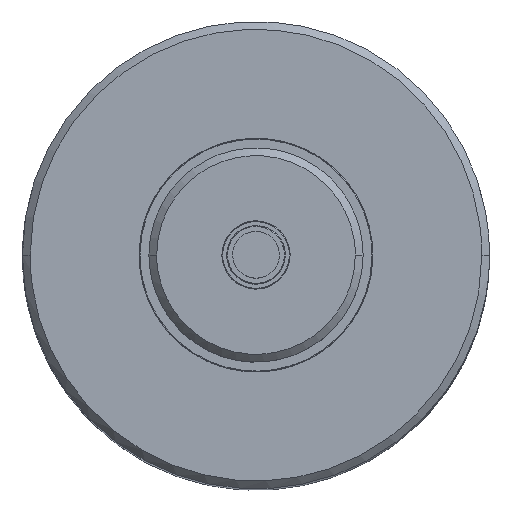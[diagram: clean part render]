
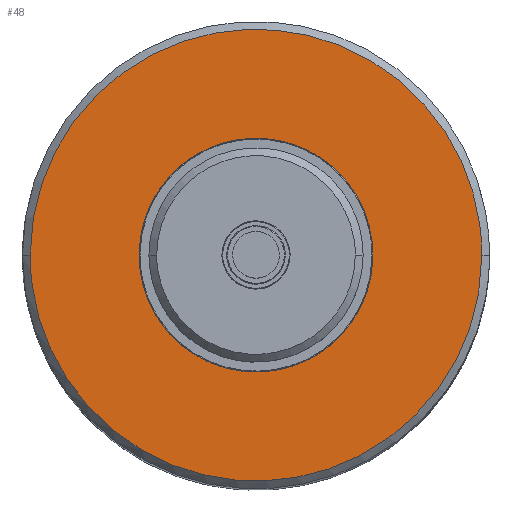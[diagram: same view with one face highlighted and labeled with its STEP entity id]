
A CAD part, top view. The second image highlights one B-rep face of the part: STEP entity #48.
In plain terms, the highlighted free-form (B-spline) face has degree [1, 1] with [2, 2] control points.
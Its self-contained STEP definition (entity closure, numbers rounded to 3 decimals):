
#17=FACE_BOUND('',#294,.T.);
#48=ADVANCED_FACE('',(#170,#17),#1636,.T.);
#170=FACE_OUTER_BOUND('',#293,.T.);
#293=EDGE_LOOP('',(#504,#505));
#294=EDGE_LOOP('',(#506,#507));
#504=ORIENTED_EDGE('',*,*,#1091,.F.);
#505=ORIENTED_EDGE('',*,*,#1087,.F.);
#506=ORIENTED_EDGE('',*,*,#1093,.T.);
#507=ORIENTED_EDGE('',*,*,#1092,.T.);
#1087=EDGE_CURVE('',#1390,#1391,#1713,.T.);
#1091=EDGE_CURVE('',#1391,#1390,#1717,.T.);
#1092=EDGE_CURVE('',#1392,#1393,#1718,.T.);
#1093=EDGE_CURVE('',#1393,#1392,#1719,.T.);
#1390=VERTEX_POINT('',#2909);
#1391=VERTEX_POINT('',#2910);
#1392=VERTEX_POINT('',#2911);
#1393=VERTEX_POINT('',#2912);
#1636=B_SPLINE_SURFACE_WITH_KNOTS('',1,1,((#2585,#2586),(#2587,#2588)),.UNSPECIFIED.,
.F.,.F.,.F.,(2,2),(2,2),(-5.916,5.916),(-5.916,5.916),.UNSPECIFIED.);
#1713=(
BOUNDED_CURVE()
B_SPLINE_CURVE(2,(#2218,#2219,#2220,#2221,#2222),.UNSPECIFIED.,.F.,.F.)
B_SPLINE_CURVE_WITH_KNOTS((3,2,3),(3.142,4.712,6.283),
.UNSPECIFIED.)
CURVE()
GEOMETRIC_REPRESENTATION_ITEM()
RATIONAL_B_SPLINE_CURVE((1.,0.707,1.,0.707,1.))
REPRESENTATION_ITEM('')
);
#1717=(
BOUNDED_CURVE()
B_SPLINE_CURVE(2,(#2232,#2233,#2234,#2235,#2236),.UNSPECIFIED.,.F.,.F.)
B_SPLINE_CURVE_WITH_KNOTS((3,2,3),(0.,1.571,3.142),
.UNSPECIFIED.)
CURVE()
GEOMETRIC_REPRESENTATION_ITEM()
RATIONAL_B_SPLINE_CURVE((1.,0.707,1.,0.707,1.))
REPRESENTATION_ITEM('')
);
#1718=(
BOUNDED_CURVE()
B_SPLINE_CURVE(2,(#2237,#2238,#2239,#2240,#2241),.UNSPECIFIED.,.F.,.F.)
B_SPLINE_CURVE_WITH_KNOTS((3,2,3),(0.,4.712,9.425),
.UNSPECIFIED.)
CURVE()
GEOMETRIC_REPRESENTATION_ITEM()
RATIONAL_B_SPLINE_CURVE((1.,0.707,1.,0.707,1.))
REPRESENTATION_ITEM('')
);
#1719=(
BOUNDED_CURVE()
B_SPLINE_CURVE(2,(#2242,#2243,#2244,#2245,#2246),.UNSPECIFIED.,.F.,.F.)
B_SPLINE_CURVE_WITH_KNOTS((3,2,3),(-9.425,-4.712,0.),
.UNSPECIFIED.)
CURVE()
GEOMETRIC_REPRESENTATION_ITEM()
RATIONAL_B_SPLINE_CURVE((1.,0.707,1.,0.707,1.))
REPRESENTATION_ITEM('')
);
#2218=CARTESIAN_POINT('',(5.8,0.,-1.525));
#2219=CARTESIAN_POINT('',(5.8,-5.8,-1.525));
#2220=CARTESIAN_POINT('',(0.,-5.8,-1.525));
#2221=CARTESIAN_POINT('',(-5.8,-5.8,-1.525));
#2222=CARTESIAN_POINT('',(-5.8,0.,-1.525));
#2232=CARTESIAN_POINT('',(-5.8,0.,-1.525));
#2233=CARTESIAN_POINT('',(-5.8,5.8,-1.525));
#2234=CARTESIAN_POINT('',(0.,5.8,-1.525));
#2235=CARTESIAN_POINT('',(5.8,5.8,-1.525));
#2236=CARTESIAN_POINT('',(5.8,0.,-1.525));
#2237=CARTESIAN_POINT('',(-3.,0.,-1.525));
#2238=CARTESIAN_POINT('',(-3.,3.,-1.525));
#2239=CARTESIAN_POINT('',(0.,3.,-1.525));
#2240=CARTESIAN_POINT('',(3.,3.,-1.525));
#2241=CARTESIAN_POINT('',(3.,0.,-1.525));
#2242=CARTESIAN_POINT('',(3.,0.,-1.525));
#2243=CARTESIAN_POINT('',(3.,-3.,-1.525));
#2244=CARTESIAN_POINT('',(0.,-3.,-1.525));
#2245=CARTESIAN_POINT('',(-3.,-3.,-1.525));
#2246=CARTESIAN_POINT('',(-3.,0.,-1.525));
#2585=CARTESIAN_POINT('',(-5.916,-5.916,-1.525));
#2586=CARTESIAN_POINT('',(-5.916,5.916,-1.525));
#2587=CARTESIAN_POINT('',(5.916,-5.916,-1.525));
#2588=CARTESIAN_POINT('',(5.916,5.916,-1.525));
#2909=CARTESIAN_POINT('',(5.8,0.,-1.525));
#2910=CARTESIAN_POINT('',(-5.8,0.,-1.525));
#2911=CARTESIAN_POINT('',(-3.,0.,-1.525));
#2912=CARTESIAN_POINT('',(3.,0.,-1.525));
